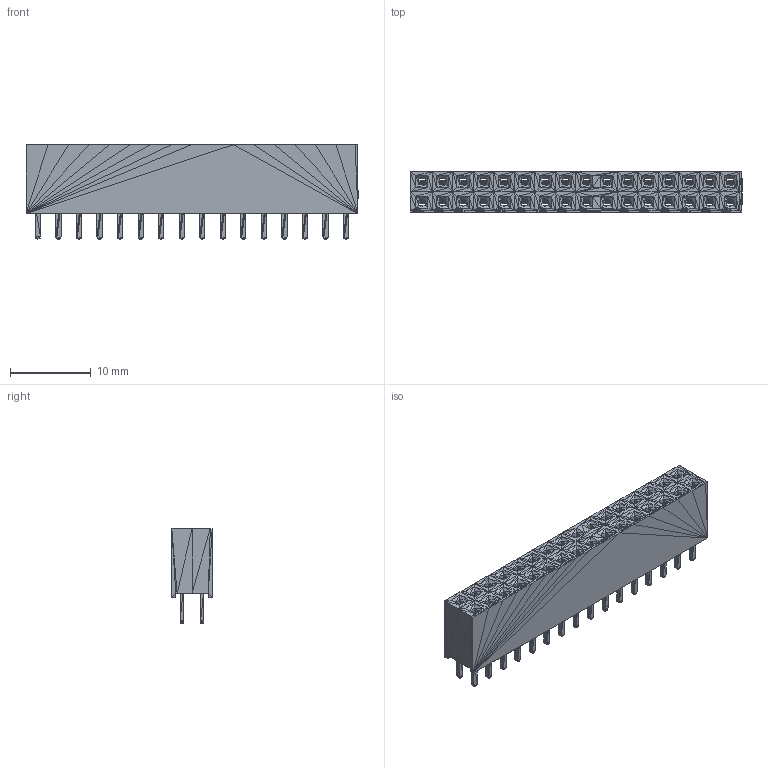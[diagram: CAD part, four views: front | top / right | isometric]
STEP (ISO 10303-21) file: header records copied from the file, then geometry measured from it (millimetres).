
FILE_DESCRIPTION(('auto-generated'),'2;1');
FILE_SCHEMA(('CONFIG_CONTROL_DESIGN'));
Bounding box: 41.04 x 5 x 11.7 mm (x, y, z)
Surface area: 3092.8 mm2 (no closed solid volume)
Topology: 0 solids, 53 shells, 12094 faces, 18991 edges, 6767 vertices
Faces by surface type: plane 12094
Entity records: 173888 total; most frequent: ORIENTED_EDGE 36282, LINE 18991, EDGE_CURVE 18991, DIRECTION 17326, AXIS2_PLACEMENT_3D 12095, PLANE 12094, EDGE_LOOP 12094, FACE_BOUND 12094
